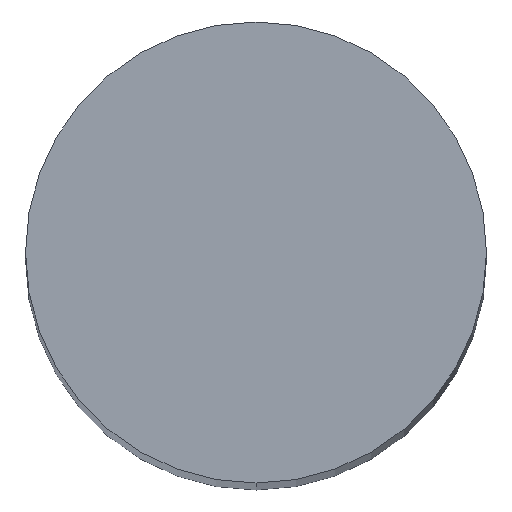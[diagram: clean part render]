
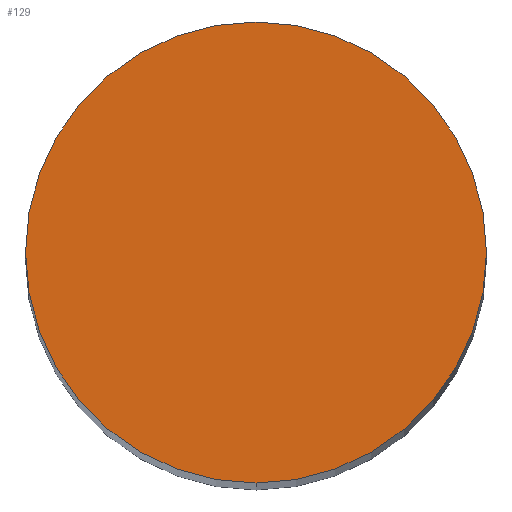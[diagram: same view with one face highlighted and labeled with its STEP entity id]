
A CAD part, top view. The second image highlights one B-rep face of the part: STEP entity #129.
In plain terms, the highlighted planar face has unit normal (0, 0, 1).
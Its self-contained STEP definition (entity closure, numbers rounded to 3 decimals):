
#3 = DIRECTION ( 'NONE',  ( 0., 1., 0. ) ) ;
#10 = CIRCLE ( 'NONE', #20, 0.75 ) ;
#20 = AXIS2_PLACEMENT_3D ( 'NONE', #57, #123, #71 ) ;
#25 = PLANE ( 'NONE',  #41 ) ;
#32 = ORIENTED_EDGE ( 'NONE', *, *, #139, .T. ) ;
#41 = AXIS2_PLACEMENT_3D ( 'NONE', #64, #114, #44 ) ;
#44 = DIRECTION ( 'NONE',  ( 1., 0., 0. ) ) ;
#54 = VERTEX_POINT ( 'NONE', #80 ) ;
#57 = CARTESIAN_POINT ( 'NONE',  ( 0., 0., 13. ) ) ;
#64 = CARTESIAN_POINT ( 'NONE',  ( -0.759, -0.759, 13. ) ) ;
#66 = AXIS2_PLACEMENT_3D ( 'NONE', #86, #95, #3 ) ;
#68 = CARTESIAN_POINT ( 'NONE',  ( 0., -0.75, 13. ) ) ;
#71 = DIRECTION ( 'NONE',  ( 0., 1., 0. ) ) ;
#80 = CARTESIAN_POINT ( 'NONE',  ( 0., 0.75, 13. ) ) ;
#86 = CARTESIAN_POINT ( 'NONE',  ( 0., 0., 13. ) ) ;
#87 = ORIENTED_EDGE ( 'NONE', *, *, #101, .T. ) ;
#88 = VERTEX_POINT ( 'NONE', #68 ) ;
#95 = DIRECTION ( 'NONE',  ( 0., 0., 1. ) ) ;
#101 = EDGE_CURVE ( 'NONE', #54, #88, #10, .T. ) ;
#114 = DIRECTION ( 'NONE',  ( 0., 0., 1. ) ) ;
#117 = CIRCLE ( 'NONE', #66, 0.75 ) ;
#122 = FACE_OUTER_BOUND ( 'NONE', #126, .T. ) ;
#123 = DIRECTION ( 'NONE',  ( 0., 0., 1. ) ) ;
#126 = EDGE_LOOP ( 'NONE', ( #87, #32 ) ) ;
#129 = ADVANCED_FACE ( 'NONE', ( #122 ), #25, .T. ) ;
#139 = EDGE_CURVE ( 'NONE', #88, #54, #117, .T. ) ;
